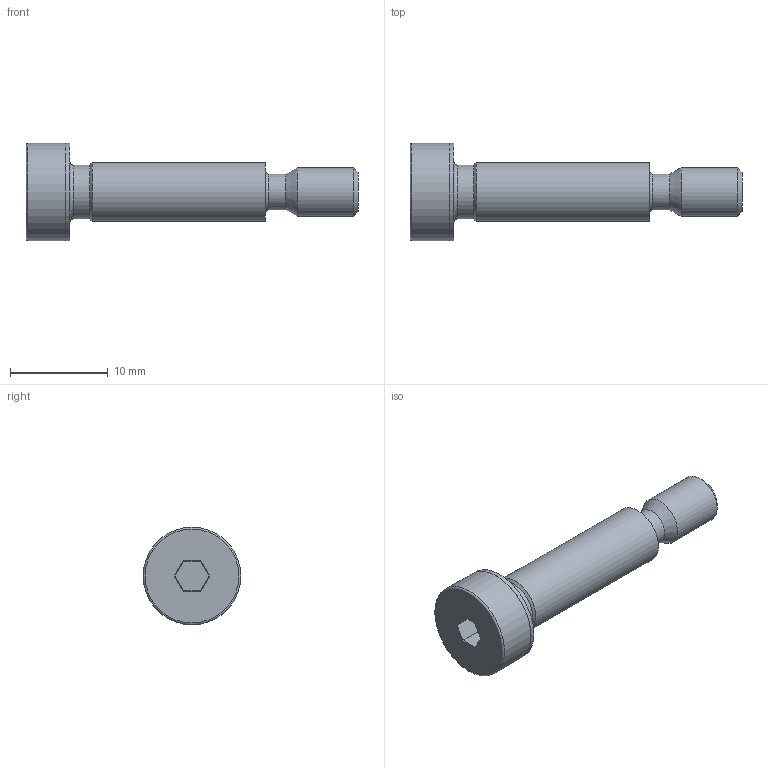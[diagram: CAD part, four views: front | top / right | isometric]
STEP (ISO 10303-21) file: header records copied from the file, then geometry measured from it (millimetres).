
FILE_DESCRIPTION(/* description */ ('ISO 7379-PASSSCHRAUBE-STBR-Socket Shoulder Screws similar ISO 7379, Steel'),/* implementation_level */ '2;1');
FILE_NAME(/* name */ '619706020.stp',/* time_stamp */ '2025-08-07T17:58:36+02:00',/* author */ ('roone'),/* organization */ ('MAEDLER'),/* preprocessor_version */ 'ST-DEVELOPER v20',/* originating_system */ 'Autodesk Inventor 2025',/* authorisation */ '');
FILE_SCHEMA (('AUTOMOTIVE_DESIGN { 1 0 10303 214 3 1 1 }'));
Length unit declared in the file: millimetre
Products named in the file (1): 619706020
Bounding box: 34 x 10 x 10 mm (x, y, z)
Volume: 1048.7 mm3; surface area: 843.7 mm2
Topology: 1 solids, 1 shells, 30 faces, 61 edges, 37 vertices
Faces by surface type: plane 18, cylinder 6, torus 3, cone 3
Full cylindrical faces by diameter (mm): 3.65 x1, 5 x1, 5.52 x1, 6 x1, 9.96 x1, 10 x1
Entity records: 852 total; most frequent: DIRECTION 145, CARTESIAN_POINT 129, ORIENTED_EDGE 122, EDGE_CURVE 61, AXIS2_PLACEMENT_3D 53, LINE 39, VECTOR 39, VERTEX_POINT 37
